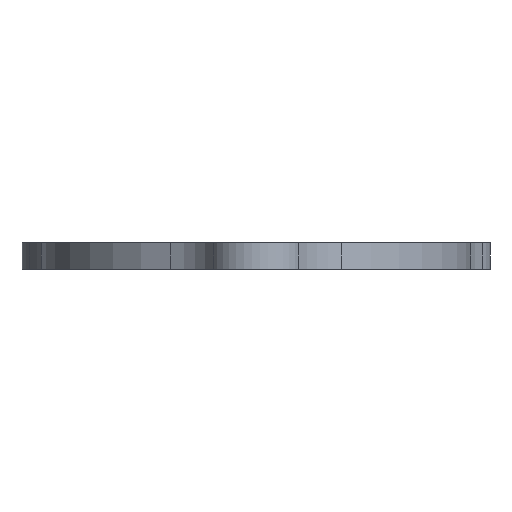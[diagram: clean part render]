
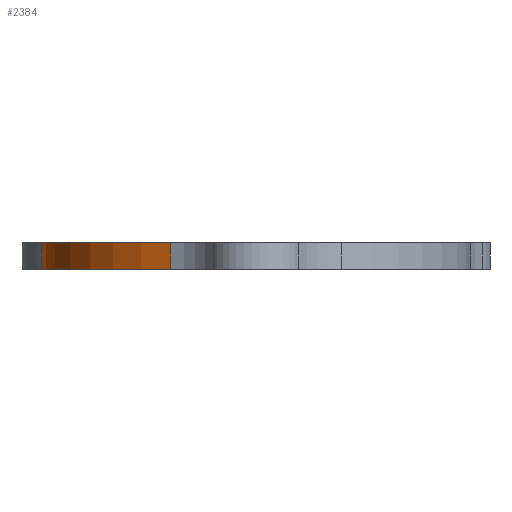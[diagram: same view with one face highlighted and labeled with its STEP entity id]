
A CAD part, left-side view. The second image highlights one B-rep face of the part: STEP entity #2384.
In plain terms, the highlighted cylindrical face has radius 40 mm (diameter 80 mm), a partial arc.
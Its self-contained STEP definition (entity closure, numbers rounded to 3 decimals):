
#192=FACE_OUTER_BOUND('',#324,.T.);
#324=EDGE_LOOP('',(#2069,#2070,#2071,#2072));
#534=LINE('',#4108,#722);
#536=LINE('',#4115,#724);
#722=VECTOR('',#3389,10.);
#724=VECTOR('',#3397,10.);
#741=CIRCLE('',#2420,40.);
#889=CIRCLE('',#2672,40.);
#914=VERTEX_POINT('',#3478);
#915=VERTEX_POINT('',#3480);
#1124=VERTEX_POINT('',#4106);
#1126=VERTEX_POINT('',#4114);
#1151=EDGE_CURVE('',#915,#914,#741,.T.);
#1468=EDGE_CURVE('',#1124,#914,#534,.T.);
#1471=EDGE_CURVE('',#915,#1126,#536,.T.);
#1473=EDGE_CURVE('',#1126,#1124,#889,.T.);
#2069=ORIENTED_EDGE('',*,*,#1468,.F.);
#2070=ORIENTED_EDGE('',*,*,#1473,.F.);
#2071=ORIENTED_EDGE('',*,*,#1471,.F.);
#2072=ORIENTED_EDGE('',*,*,#1151,.T.);
#2270=CYLINDRICAL_SURFACE('',#2671,40.);
#2384=ADVANCED_FACE('',(#192),#2270,.T.);
#2420=AXIS2_PLACEMENT_3D('',#3481,#2724,#2725);
#2671=AXIS2_PLACEMENT_3D('',#4117,#3400,#3401);
#2672=AXIS2_PLACEMENT_3D('',#4118,#3402,#3403);
#2724=DIRECTION('center_axis',(0.,0.,1.));
#2725=DIRECTION('ref_axis',(0.294,0.956,0.));
#3389=DIRECTION('',(0.,0.,-1.));
#3397=DIRECTION('',(0.,0.,1.));
#3400=DIRECTION('center_axis',(0.,0.,1.));
#3401=DIRECTION('ref_axis',(0.294,0.956,0.));
#3402=DIRECTION('center_axis',(0.,0.,1.));
#3403=DIRECTION('ref_axis',(0.294,0.956,0.));
#3478=CARTESIAN_POINT('',(-36.705,15.897,0.));
#3480=CARTESIAN_POINT('',(4.585,39.736,0.));
#3481=CARTESIAN_POINT('Origin',(0.,0.,0.));
#4106=CARTESIAN_POINT('',(-36.705,15.897,5.));
#4108=CARTESIAN_POINT('',(-36.705,15.897,0.));
#4114=CARTESIAN_POINT('',(4.585,39.736,5.));
#4115=CARTESIAN_POINT('',(4.585,39.736,0.));
#4117=CARTESIAN_POINT('Origin',(0.,0.,0.));
#4118=CARTESIAN_POINT('Origin',(0.,0.,5.));
